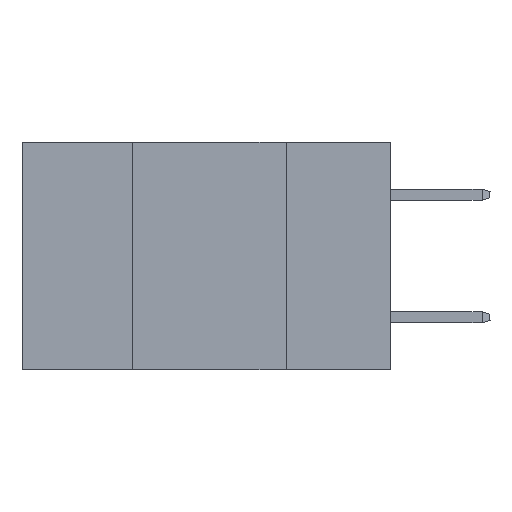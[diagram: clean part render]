
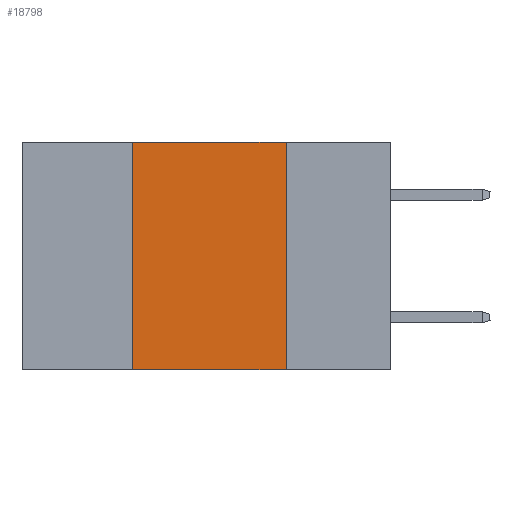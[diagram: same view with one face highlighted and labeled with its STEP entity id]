
A CAD part, left-side view. The second image highlights one B-rep face of the part: STEP entity #18798.
In plain terms, the highlighted planar face has unit normal (-1, 0, 0).
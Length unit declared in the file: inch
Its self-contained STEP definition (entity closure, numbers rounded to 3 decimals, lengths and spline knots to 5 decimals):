
#212 = EDGE_CURVE ( 'NONE', #24817, #27076, #29659, .T. ) ;
#3288 = DIRECTION ( 'NONE',  ( 1., 0., 0. ) ) ;
#3663 = CARTESIAN_POINT ( 'NONE',  ( 0., 0.6, 0. ) ) ;
#5019 = CARTESIAN_POINT ( 'NONE',  ( 0., 0.17, 0. ) ) ;
#5233 = CARTESIAN_POINT ( 'NONE',  ( 0., 0.42, -0.37 ) ) ;
#5391 = CARTESIAN_POINT ( 'NONE',  ( 0., 0.17, 0. ) ) ;
#5698 = DIRECTION ( 'NONE',  ( 0., 0., 1. ) ) ;
#6425 = PLANE ( 'NONE',  #32806 ) ;
#6556 = VERTEX_POINT ( 'NONE', #29079 ) ;
#6719 = CARTESIAN_POINT ( 'NONE',  ( 0., 0.17, -0.37 ) ) ;
#7234 = DIRECTION ( 'NONE',  ( 0., -1., 0. ) ) ;
#10437 = VECTOR ( 'NONE', #11268, 39.37008 ) ;
#11268 = DIRECTION ( 'NONE',  ( 0., 0., -1. ) ) ;
#12146 = LINE ( 'NONE', #3663, #33179 ) ;
#14221 = EDGE_CURVE ( 'NONE', #35687, #27076, #35073, .T. ) ;
#15970 = CARTESIAN_POINT ( 'NONE',  ( 0., 0.6, -0.37 ) ) ;
#16627 = ORIENTED_EDGE ( 'NONE', *, *, #212, .T. ) ;
#18798 = ADVANCED_FACE ( 'NONE', ( #19967 ), #6425, .F. ) ;
#19200 = ORIENTED_EDGE ( 'NONE', *, *, #20481, .F. ) ;
#19967 = FACE_OUTER_BOUND ( 'NONE', #31923, .T. ) ;
#20481 = EDGE_CURVE ( 'NONE', #24817, #6556, #36377, .T. ) ;
#22487 = CARTESIAN_POINT ( 'NONE',  ( 0., 0.42, 0. ) ) ;
#23581 = DIRECTION ( 'NONE',  ( 0., 0., -1. ) ) ;
#23838 = VECTOR ( 'NONE', #7234, 39.37008 ) ;
#24817 = VERTEX_POINT ( 'NONE', #5233 ) ;
#26532 = EDGE_CURVE ( 'NONE', #6556, #35687, #12146, .T. ) ;
#26576 = DIRECTION ( 'NONE',  ( 0., -1., 0. ) ) ;
#27076 = VERTEX_POINT ( 'NONE', #6719 ) ;
#28959 = CARTESIAN_POINT ( 'NONE',  ( 0., 0.6, 0. ) ) ;
#29079 = CARTESIAN_POINT ( 'NONE',  ( 0., 0.42, 0. ) ) ;
#29579 = ORIENTED_EDGE ( 'NONE', *, *, #14221, .F. ) ;
#29659 = LINE ( 'NONE', #15970, #23838 ) ;
#31923 = EDGE_LOOP ( 'NONE', ( #29579, #35105, #19200, #16627 ) ) ;
#32806 = AXIS2_PLACEMENT_3D ( 'NONE', #28959, #3288, #23581 ) ;
#33179 = VECTOR ( 'NONE', #26576, 39.37008 ) ;
#34598 = VECTOR ( 'NONE', #5698, 39.37008 ) ;
#35073 = LINE ( 'NONE', #5391, #10437 ) ;
#35105 = ORIENTED_EDGE ( 'NONE', *, *, #26532, .F. ) ;
#35687 = VERTEX_POINT ( 'NONE', #5019 ) ;
#36377 = LINE ( 'NONE', #22487, #34598 ) ;
